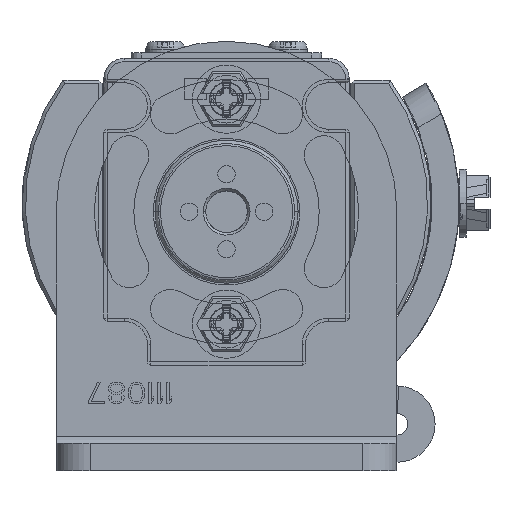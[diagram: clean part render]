
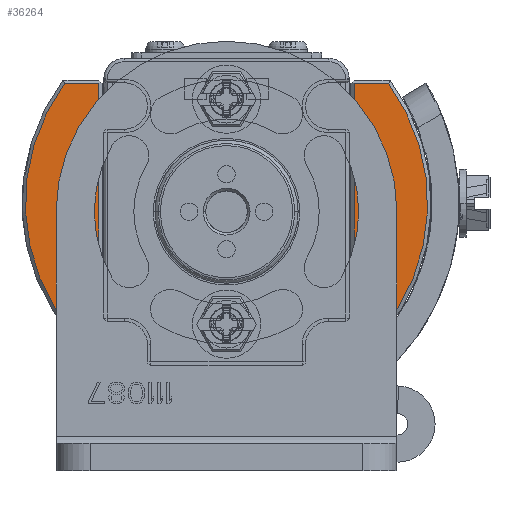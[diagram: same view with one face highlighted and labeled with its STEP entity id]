
A CAD part, front view. The second image highlights one B-rep face of the part: STEP entity #36264.
In plain terms, the highlighted face is planar.
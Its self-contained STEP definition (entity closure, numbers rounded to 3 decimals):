
#35249=DIRECTION('',(1.,0.,0.));
#35250=VECTOR('',#35249,37.);
#35251=CARTESIAN_POINT('',(-19.5,-18.75,-10.));
#35252=LINE('',#35251,#35250);
#35269=DIRECTION('',(0.,-1.,0.));
#35270=VECTOR('',#35269,4.999);
#35271=CARTESIAN_POINT('',(17.5,-18.75,-10.));
#35272=LINE('',#35271,#35270);
#35287=CARTESIAN_POINT('',(0.,0.,-10.));
#35288=DIRECTION('',(0.,0.,-1.));
#35289=DIRECTION('',(0.593,-0.805,0.));
#35290=AXIS2_PLACEMENT_3D('',#35287,#35288,#35289);
#35910=CARTESIAN_POINT('',(-19.5,15.25,-10.));
#35911=DIRECTION('',(0.,0.,1.));
#35912=DIRECTION('',(0.,1.,0.));
#35913=AXIS2_PLACEMENT_3D('',#35910,#35911,#35912);
#35915=DIRECTION('',(-1.,0.,0.));
#35916=VECTOR('',#35915,37.);
#35917=CARTESIAN_POINT('',(17.5,18.75,-10.));
#35918=LINE('',#35917,#35916);
#35931=DIRECTION('',(0.,-1.,0.));
#35932=VECTOR('',#35931,4.999);
#35933=CARTESIAN_POINT('',(17.5,23.749,-10.));
#35934=LINE('',#35933,#35932);
#35948=DIRECTION('',(0.,-1.,0.));
#35949=VECTOR('',#35948,30.5);
#35950=CARTESIAN_POINT('',(-23.,15.25,-10.));
#35951=LINE('',#35950,#35949);
#35969=CARTESIAN_POINT('',(-19.5,-15.25,-10.));
#35970=DIRECTION('',(0.,0.,1.));
#35971=DIRECTION('',(-1.,0.,0.));
#35972=AXIS2_PLACEMENT_3D('',#35969,#35970,#35971);
#36069=CARTESIAN_POINT('',(17.5,-23.749,-10.));
#36070=CARTESIAN_POINT('',(17.5,23.749,-10.));
#36071=VERTEX_POINT('',#36069);
#36072=VERTEX_POINT('',#36070);
#36073=CARTESIAN_POINT('',(17.5,18.75,-10.));
#36074=VERTEX_POINT('',#36073);
#36077=CARTESIAN_POINT('',(17.5,-18.75,-10.));
#36078=VERTEX_POINT('',#36077);
#36225=CARTESIAN_POINT('',(-19.5,18.75,-10.));
#36226=VERTEX_POINT('',#36225);
#36231=CARTESIAN_POINT('',(-23.,15.25,-10.));
#36232=VERTEX_POINT('',#36231);
#36233=CARTESIAN_POINT('',(-23.,-15.25,-10.));
#36234=VERTEX_POINT('',#36233);
#36239=CARTESIAN_POINT('',(-19.5,-18.75,-10.));
#36240=VERTEX_POINT('',#36239);
#36241=CARTESIAN_POINT('',(0.,0.,-10.));
#36242=DIRECTION('',(0.,0.,1.));
#36243=DIRECTION('',(1.,0.,0.));
#36244=AXIS2_PLACEMENT_3D('',#36241,#36242,#36243);
#36245=PLANE('',#36244);
#36247=ORIENTED_EDGE('',*,*,#36246,.F.);
#36249=ORIENTED_EDGE('',*,*,#36248,.F.);
#36251=ORIENTED_EDGE('',*,*,#36250,.F.);
#36253=ORIENTED_EDGE('',*,*,#36252,.F.);
#36255=ORIENTED_EDGE('',*,*,#36254,.F.);
#36257=ORIENTED_EDGE('',*,*,#36256,.F.);
#36259=ORIENTED_EDGE('',*,*,#36258,.F.);
#36261=ORIENTED_EDGE('',*,*,#36260,.F.);
#36262=EDGE_LOOP('',(#36247,#36249,#36251,#36253,#36255,#36257,#36259,#36261));
#36263=FACE_OUTER_BOUND('',#36262,.F.);
#36264=ADVANCED_FACE('',(#36263),#36245,.F.);
#35291=CIRCLE('',#35290,29.5);
#35914=CIRCLE('',#35913,3.5);
#35973=CIRCLE('',#35972,3.5);
#36246=EDGE_CURVE('',#36240,#36078,#35252,.T.);
#36248=EDGE_CURVE('',#36234,#36240,#35973,.T.);
#36250=EDGE_CURVE('',#36232,#36234,#35951,.T.);
#36252=EDGE_CURVE('',#36226,#36232,#35914,.T.);
#36254=EDGE_CURVE('',#36074,#36226,#35918,.T.);
#36256=EDGE_CURVE('',#36072,#36074,#35934,.T.);
#36258=EDGE_CURVE('',#36071,#36072,#35291,.T.);
#36260=EDGE_CURVE('',#36078,#36071,#35272,.T.);
